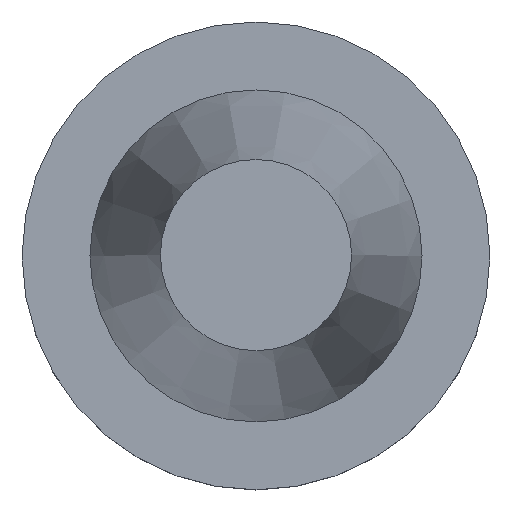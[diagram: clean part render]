
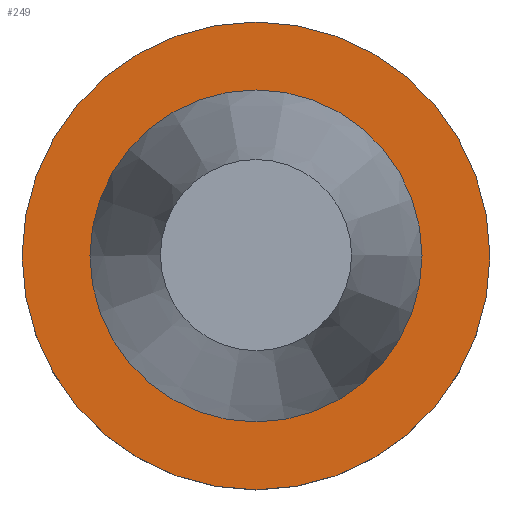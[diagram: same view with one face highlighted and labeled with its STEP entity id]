
A CAD part, top view. The second image highlights one B-rep face of the part: STEP entity #249.
In plain terms, the highlighted planar face has unit normal (0, 0, 1).
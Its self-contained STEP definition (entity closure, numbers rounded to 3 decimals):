
#3 = PLANE ( 'NONE',  #220 ) ;
#54 = EDGE_LOOP ( 'NONE', ( #167 ) ) ;
#65 = AXIS2_PLACEMENT_3D ( 'NONE', #383, #376, #343 ) ;
#80 = AXIS2_PLACEMENT_3D ( 'NONE', #289, #389, #90 ) ;
#90 = DIRECTION ( 'NONE',  ( 1., 0., 0. ) ) ;
#92 = CARTESIAN_POINT ( 'NONE',  ( 34.925, 0., -1.5 ) ) ;
#127 = FACE_OUTER_BOUND ( 'NONE', #382, .T. ) ;
#130 = DIRECTION ( 'NONE',  ( 0., 0., -1. ) ) ;
#145 = EDGE_CURVE ( 'NONE', #239, #239, #243, .T. ) ;
#159 = VERTEX_POINT ( 'NONE', #92 ) ;
#162 = FACE_BOUND ( 'NONE', #54, .T. ) ;
#167 = ORIENTED_EDGE ( 'NONE', *, *, #300, .F. ) ;
#190 = ORIENTED_EDGE ( 'NONE', *, *, #145, .T. ) ;
#220 = AXIS2_PLACEMENT_3D ( 'NONE', #265, #130, #234 ) ;
#234 = DIRECTION ( 'NONE',  ( -1., 0., 0. ) ) ;
#239 = VERTEX_POINT ( 'NONE', #392 ) ;
#243 = CIRCLE ( 'NONE', #65, 49.215 ) ;
#247 = CIRCLE ( 'NONE', #80, 34.925 ) ;
#249 = ADVANCED_FACE ( 'NONE', ( #162, #127 ), #3, .F. ) ;
#265 = CARTESIAN_POINT ( 'NONE',  ( 0., 49.215, -1.5 ) ) ;
#289 = CARTESIAN_POINT ( 'NONE',  ( 0., 0., -1.5 ) ) ;
#300 = EDGE_CURVE ( 'NONE', #159, #159, #247, .T. ) ;
#343 = DIRECTION ( 'NONE',  ( 1., 0., 0. ) ) ;
#376 = DIRECTION ( 'NONE',  ( 0., 0., 1. ) ) ;
#382 = EDGE_LOOP ( 'NONE', ( #190 ) ) ;
#383 = CARTESIAN_POINT ( 'NONE',  ( 0., 0., -1.5 ) ) ;
#389 = DIRECTION ( 'NONE',  ( 0., 0., 1. ) ) ;
#392 = CARTESIAN_POINT ( 'NONE',  ( 49.215, 0., -1.5 ) ) ;
